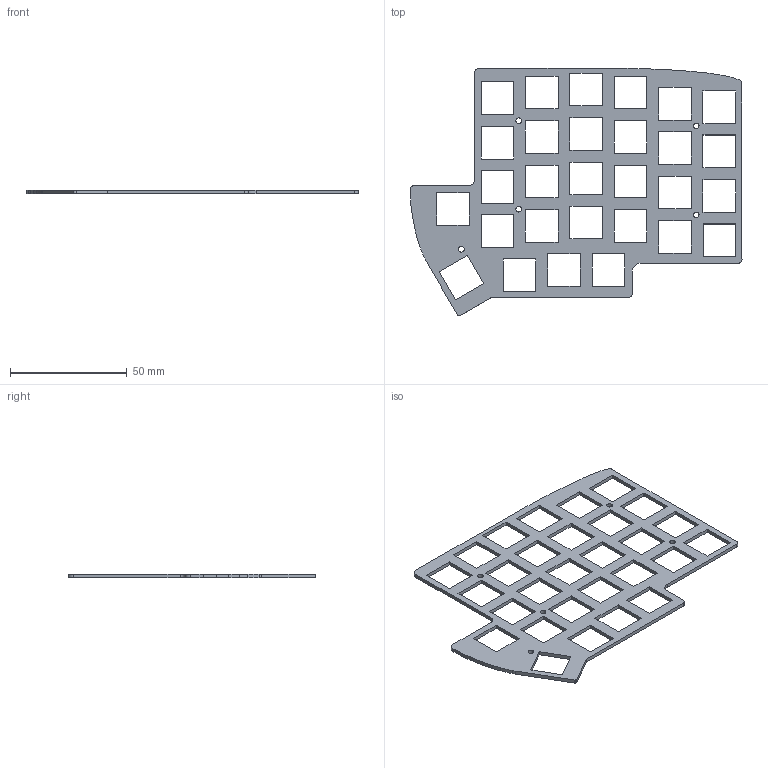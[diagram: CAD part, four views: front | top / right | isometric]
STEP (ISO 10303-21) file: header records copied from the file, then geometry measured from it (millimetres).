
FILE_DESCRIPTION (( 'STEP AP203' ), '1' );
FILE_NAME ('TOP.STEP', '2024-07-18T07:15:56', ( '' ), ( '' ), 'SwSTEP 2.0', 'SolidWorks 2023', '' );
FILE_SCHEMA (( 'CONFIG_CONTROL_DESIGN' ));
Length unit declared in the file: millimetre
Products named in the file (1): TOP
Bounding box: 142.5 x 106.31 x 1.6 mm (x, y, z)
Volume: 9528.4 mm3; surface area: 15316.6 mm2
Topology: 1 solids, 1 shells, 275 faces, 821 edges, 548 vertices
Faces by surface type: cylinder 140, plane 135
Entity records: 9544 total; most frequent: DIRECTION 1653, CARTESIAN_POINT 1645, ORIENTED_EDGE 1642, EDGE_CURVE 821, AXIS2_PLACEMENT_3D 556, VERTEX_POINT 548, LINE 541, VECTOR 541
